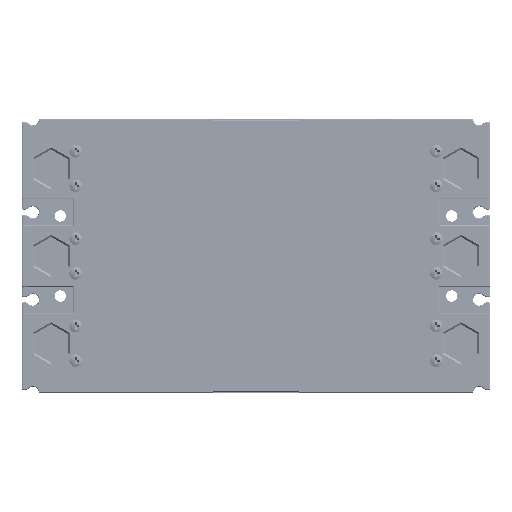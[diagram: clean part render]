
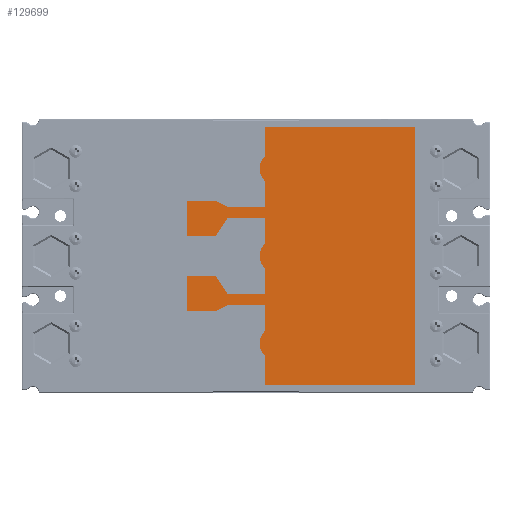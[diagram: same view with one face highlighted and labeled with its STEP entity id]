
A CAD part, front view. The second image highlights one B-rep face of the part: STEP entity #129699.
In plain terms, the highlighted face is planar.
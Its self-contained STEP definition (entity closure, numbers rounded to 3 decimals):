
#129218=DIRECTION('',(0.,1.,0.));
#129219=VECTOR('',#129218,82.5);
#129220=CARTESIAN_POINT('',(71.,0.,0.));
#129221=LINE('',#129220,#129219);
#129222=DIRECTION('',(-1.,0.,0.));
#129223=VECTOR('',#129222,16.072);
#129224=CARTESIAN_POINT('',(71.,82.5,0.));
#129225=LINE('',#129224,#129223);
#129226=CARTESIAN_POINT('',(48.,76.,0.));
#129227=DIRECTION('',(0.,0.,1.));
#129228=DIRECTION('',(0.729,0.684,0.));
#129229=AXIS2_PLACEMENT_3D('',#129226,#129227,#129228);
#129231=DIRECTION('',(-1.,0.,0.));
#129232=VECTOR('',#129231,13.972);
#129233=CARTESIAN_POINT('',(41.072,82.5,0.));
#129234=LINE('',#129233,#129232);
#129235=DIRECTION('',(0.,1.,0.));
#129236=VECTOR('',#129235,20.5);
#129237=CARTESIAN_POINT('',(27.1,82.5,0.));
#129238=LINE('',#129237,#129236);
#129239=DIRECTION('',(0.436,0.9,0.));
#129240=VECTOR('',#129239,7.223);
#129241=CARTESIAN_POINT('',(27.1,103.,0.));
#129242=LINE('',#129241,#129240);
#129243=DIRECTION('',(0.,1.,0.));
#129244=VECTOR('',#129243,16.);
#129245=CARTESIAN_POINT('',(30.25,109.5,0.));
#129246=LINE('',#129245,#129244);
#129247=DIRECTION('',(-1.,0.,0.));
#129248=VECTOR('',#129247,19.);
#129249=CARTESIAN_POINT('',(30.25,125.5,0.));
#129250=LINE('',#129249,#129248);
#129251=DIRECTION('',(0.,-1.,0.));
#129252=VECTOR('',#129251,16.);
#129253=CARTESIAN_POINT('',(11.25,125.5,0.));
#129254=LINE('',#129253,#129252);
#129255=DIRECTION('',(0.829,-0.559,0.));
#129256=VECTOR('',#129255,11.635);
#129257=CARTESIAN_POINT('',(11.25,109.5,0.));
#129258=LINE('',#129257,#129256);
#129259=DIRECTION('',(0.,-1.,0.));
#129260=VECTOR('',#129259,20.5);
#129261=CARTESIAN_POINT('',(20.9,103.,0.));
#129262=LINE('',#129261,#129260);
#129263=DIRECTION('',(-1.,0.,0.));
#129264=VECTOR('',#129263,13.972);
#129265=CARTESIAN_POINT('',(20.9,82.5,0.));
#129266=LINE('',#129265,#129264);
#129267=CARTESIAN_POINT('',(0.,76.,0.));
#129268=DIRECTION('',(0.,0.,1.));
#129269=DIRECTION('',(0.729,0.684,0.));
#129270=AXIS2_PLACEMENT_3D('',#129267,#129268,#129269);
#129272=DIRECTION('',(-1.,0.,0.));
#129273=VECTOR('',#129272,13.972);
#129274=CARTESIAN_POINT('',(-6.928,82.5,0.));
#129275=LINE('',#129274,#129273);
#129276=DIRECTION('',(0.,1.,0.));
#129277=VECTOR('',#129276,20.5);
#129278=CARTESIAN_POINT('',(-20.9,82.5,0.));
#129279=LINE('',#129278,#129277);
#129280=DIRECTION('',(0.829,0.559,0.));
#129281=VECTOR('',#129280,11.635);
#129282=CARTESIAN_POINT('',(-20.9,103.,0.));
#129283=LINE('',#129282,#129281);
#129284=DIRECTION('',(0.,1.,0.));
#129285=VECTOR('',#129284,16.);
#129286=CARTESIAN_POINT('',(-11.25,109.5,0.));
#129287=LINE('',#129286,#129285);
#129288=DIRECTION('',(-1.,0.,0.));
#129289=VECTOR('',#129288,19.);
#129290=CARTESIAN_POINT('',(-11.25,125.5,0.));
#129291=LINE('',#129290,#129289);
#129292=DIRECTION('',(0.,-1.,0.));
#129293=VECTOR('',#129292,16.);
#129294=CARTESIAN_POINT('',(-30.25,125.5,0.));
#129295=LINE('',#129294,#129293);
#129296=DIRECTION('',(0.436,-0.9,0.));
#129297=VECTOR('',#129296,7.223);
#129298=CARTESIAN_POINT('',(-30.25,109.5,0.));
#129299=LINE('',#129298,#129297);
#129300=DIRECTION('',(0.,-1.,0.));
#129301=VECTOR('',#129300,20.5);
#129302=CARTESIAN_POINT('',(-27.1,103.,0.));
#129303=LINE('',#129302,#129301);
#129304=DIRECTION('',(-1.,0.,0.));
#129305=VECTOR('',#129304,13.972);
#129306=CARTESIAN_POINT('',(-27.1,82.5,0.));
#129307=LINE('',#129306,#129305);
#129308=CARTESIAN_POINT('',(-48.,76.,0.));
#129309=DIRECTION('',(0.,0.,1.));
#129310=DIRECTION('',(0.729,0.684,0.));
#129311=AXIS2_PLACEMENT_3D('',#129308,#129309,#129310);
#129313=DIRECTION('',(-1.,0.,0.));
#129314=VECTOR('',#129313,16.072);
#129315=CARTESIAN_POINT('',(-54.928,82.5,0.));
#129316=LINE('',#129315,#129314);
#129317=DIRECTION('',(0.,-1.,0.));
#129318=VECTOR('',#129317,82.5);
#129319=CARTESIAN_POINT('',(-71.,82.5,0.));
#129320=LINE('',#129319,#129318);
#129321=DIRECTION('',(-1.,0.,0.));
#129322=VECTOR('',#129321,142.);
#129323=CARTESIAN_POINT('',(71.,0.,0.));
#129324=LINE('',#129323,#129322);
#129536=CARTESIAN_POINT('',(-20.9,103.,0.));
#129537=CARTESIAN_POINT('',(-11.25,109.5,0.));
#129538=VERTEX_POINT('',#129536);
#129539=VERTEX_POINT('',#129537);
#129540=CARTESIAN_POINT('',(-11.25,125.5,0.));
#129541=VERTEX_POINT('',#129540);
#129542=CARTESIAN_POINT('',(-30.25,125.5,0.));
#129543=VERTEX_POINT('',#129542);
#129544=CARTESIAN_POINT('',(-30.25,109.5,0.));
#129545=VERTEX_POINT('',#129544);
#129546=CARTESIAN_POINT('',(-27.1,103.,0.));
#129547=VERTEX_POINT('',#129546);
#129548=CARTESIAN_POINT('',(27.1,103.,0.));
#129549=CARTESIAN_POINT('',(30.25,109.5,0.));
#129550=VERTEX_POINT('',#129548);
#129551=VERTEX_POINT('',#129549);
#129552=CARTESIAN_POINT('',(30.25,125.5,0.));
#129553=VERTEX_POINT('',#129552);
#129554=CARTESIAN_POINT('',(11.25,125.5,0.));
#129555=VERTEX_POINT('',#129554);
#129556=CARTESIAN_POINT('',(11.25,109.5,0.));
#129557=VERTEX_POINT('',#129556);
#129558=CARTESIAN_POINT('',(20.9,103.,0.));
#129559=VERTEX_POINT('',#129558);
#129584=CARTESIAN_POINT('',(71.,0.,0.));
#129585=CARTESIAN_POINT('',(71.,82.5,0.));
#129586=VERTEX_POINT('',#129584);
#129587=VERTEX_POINT('',#129585);
#129588=CARTESIAN_POINT('',(54.928,82.5,0.));
#129589=VERTEX_POINT('',#129588);
#129590=CARTESIAN_POINT('',(41.072,82.5,0.));
#129591=VERTEX_POINT('',#129590);
#129592=CARTESIAN_POINT('',(6.928,82.5,0.));
#129593=CARTESIAN_POINT('',(-6.928,82.5,0.));
#129594=VERTEX_POINT('',#129592);
#129595=VERTEX_POINT('',#129593);
#129596=CARTESIAN_POINT('',(-41.072,82.5,0.));
#129597=CARTESIAN_POINT('',(-54.928,82.5,0.));
#129598=VERTEX_POINT('',#129596);
#129599=VERTEX_POINT('',#129597);
#129600=CARTESIAN_POINT('',(-71.,82.5,0.));
#129601=VERTEX_POINT('',#129600);
#129621=CARTESIAN_POINT('',(-20.9,82.5,0.));
#129623=VERTEX_POINT('',#129621);
#129625=CARTESIAN_POINT('',(-27.1,82.5,0.));
#129627=VERTEX_POINT('',#129625);
#129629=CARTESIAN_POINT('',(27.1,82.5,0.));
#129631=VERTEX_POINT('',#129629);
#129633=CARTESIAN_POINT('',(20.9,82.5,0.));
#129635=VERTEX_POINT('',#129633);
#129638=CARTESIAN_POINT('',(-71.,0.,0.));
#129639=VERTEX_POINT('',#129638);
#129640=CARTESIAN_POINT('',(0.,0.,0.));
#129641=DIRECTION('',(0.,0.,1.));
#129642=DIRECTION('',(1.,0.,0.));
#129643=AXIS2_PLACEMENT_3D('',#129640,#129641,#129642);
#129644=PLANE('',#129643);
#129646=ORIENTED_EDGE('',*,*,#129645,.F.);
#129648=ORIENTED_EDGE('',*,*,#129647,.T.);
#129650=ORIENTED_EDGE('',*,*,#129649,.T.);
#129652=ORIENTED_EDGE('',*,*,#129651,.T.);
#129654=ORIENTED_EDGE('',*,*,#129653,.T.);
#129656=ORIENTED_EDGE('',*,*,#129655,.T.);
#129658=ORIENTED_EDGE('',*,*,#129657,.T.);
#129660=ORIENTED_EDGE('',*,*,#129659,.T.);
#129662=ORIENTED_EDGE('',*,*,#129661,.T.);
#129664=ORIENTED_EDGE('',*,*,#129663,.T.);
#129666=ORIENTED_EDGE('',*,*,#129665,.T.);
#129668=ORIENTED_EDGE('',*,*,#129667,.T.);
#129670=ORIENTED_EDGE('',*,*,#129669,.T.);
#129672=ORIENTED_EDGE('',*,*,#129671,.T.);
#129674=ORIENTED_EDGE('',*,*,#129673,.T.);
#129676=ORIENTED_EDGE('',*,*,#129675,.T.);
#129678=ORIENTED_EDGE('',*,*,#129677,.T.);
#129680=ORIENTED_EDGE('',*,*,#129679,.T.);
#129682=ORIENTED_EDGE('',*,*,#129681,.T.);
#129684=ORIENTED_EDGE('',*,*,#129683,.T.);
#129686=ORIENTED_EDGE('',*,*,#129685,.T.);
#129688=ORIENTED_EDGE('',*,*,#129687,.T.);
#129690=ORIENTED_EDGE('',*,*,#129689,.T.);
#129692=ORIENTED_EDGE('',*,*,#129691,.T.);
#129694=ORIENTED_EDGE('',*,*,#129693,.T.);
#129696=ORIENTED_EDGE('',*,*,#129695,.T.);
#129697=EDGE_LOOP('',(#129646,#129648,#129650,#129652,#129654,#129656,#129658,
#129660,#129662,#129664,#129666,#129668,#129670,#129672,#129674,#129676,#129678,
#129680,#129682,#129684,#129686,#129688,#129690,#129692,#129694,#129696));
#129698=FACE_OUTER_BOUND('',#129697,.F.);
#129699=ADVANCED_FACE('',(#129698),#129644,.F.);
#129230=CIRCLE('',#129229,9.5);
#129271=CIRCLE('',#129270,9.5);
#129312=CIRCLE('',#129311,9.5);
#129645=EDGE_CURVE('',#129586,#129639,#129324,.T.);
#129647=EDGE_CURVE('',#129586,#129587,#129221,.T.);
#129649=EDGE_CURVE('',#129587,#129589,#129225,.T.);
#129651=EDGE_CURVE('',#129589,#129591,#129230,.T.);
#129653=EDGE_CURVE('',#129591,#129631,#129234,.T.);
#129655=EDGE_CURVE('',#129631,#129550,#129238,.T.);
#129657=EDGE_CURVE('',#129550,#129551,#129242,.T.);
#129659=EDGE_CURVE('',#129551,#129553,#129246,.T.);
#129661=EDGE_CURVE('',#129553,#129555,#129250,.T.);
#129663=EDGE_CURVE('',#129555,#129557,#129254,.T.);
#129665=EDGE_CURVE('',#129557,#129559,#129258,.T.);
#129667=EDGE_CURVE('',#129559,#129635,#129262,.T.);
#129669=EDGE_CURVE('',#129635,#129594,#129266,.T.);
#129671=EDGE_CURVE('',#129594,#129595,#129271,.T.);
#129673=EDGE_CURVE('',#129595,#129623,#129275,.T.);
#129675=EDGE_CURVE('',#129623,#129538,#129279,.T.);
#129677=EDGE_CURVE('',#129538,#129539,#129283,.T.);
#129679=EDGE_CURVE('',#129539,#129541,#129287,.T.);
#129681=EDGE_CURVE('',#129541,#129543,#129291,.T.);
#129683=EDGE_CURVE('',#129543,#129545,#129295,.T.);
#129685=EDGE_CURVE('',#129545,#129547,#129299,.T.);
#129687=EDGE_CURVE('',#129547,#129627,#129303,.T.);
#129689=EDGE_CURVE('',#129627,#129598,#129307,.T.);
#129691=EDGE_CURVE('',#129598,#129599,#129312,.T.);
#129693=EDGE_CURVE('',#129599,#129601,#129316,.T.);
#129695=EDGE_CURVE('',#129601,#129639,#129320,.T.);
